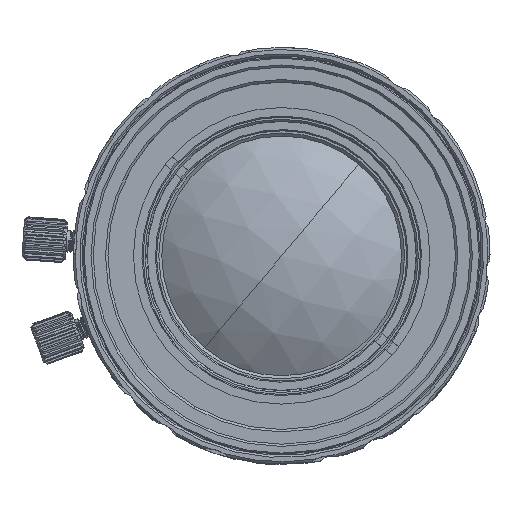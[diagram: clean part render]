
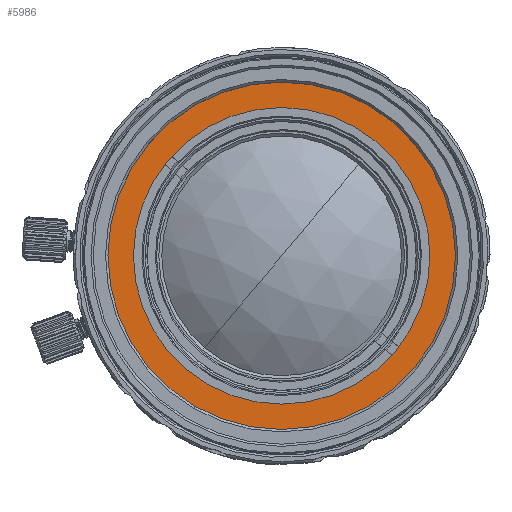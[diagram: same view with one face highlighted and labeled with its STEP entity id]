
A CAD part, top view. The second image highlights one B-rep face of the part: STEP entity #5986.
In plain terms, the highlighted planar face has unit normal (0, 0, 1).
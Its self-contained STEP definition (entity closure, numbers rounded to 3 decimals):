
#231 = EDGE_CURVE ( 'NONE', #2449, #10112, #3424, .T. ) ;
#332 = VERTEX_POINT ( 'NONE', #21166 ) ;
#974 = ORIENTED_EDGE ( 'NONE', *, *, #33450, .F. ) ;
#2449 = VERTEX_POINT ( 'NONE', #3999 ) ;
#3424 = CIRCLE ( 'NONE', #13968, 16.1 ) ;
#3481 = CARTESIAN_POINT ( 'NONE',  ( 8.05, 13.943, 33.12 ) ) ;
#3571 = DIRECTION ( 'NONE',  ( 0., 0., -1. ) ) ;
#3999 = CARTESIAN_POINT ( 'NONE',  ( -8.05, -13.943, 33.12 ) ) ;
#5626 = CIRCLE ( 'NONE', #9651, 16.1 ) ;
#5986 = ADVANCED_FACE ( 'NONE', ( #39347, #12204 ), #15494, .F. ) ;
#6162 = CIRCLE ( 'NONE', #30463, 13.74 ) ;
#6600 = VERTEX_POINT ( 'NONE', #22236 ) ;
#9651 = AXIS2_PLACEMENT_3D ( 'NONE', #9711, #21379, #18826 ) ;
#9711 = CARTESIAN_POINT ( 'NONE',  ( 0., 0., 33.12 ) ) ;
#10112 = VERTEX_POINT ( 'NONE', #3481 ) ;
#12204 = FACE_BOUND ( 'NONE', #32678, .T. ) ;
#13483 = CIRCLE ( 'NONE', #28073, 13.74 ) ;
#13872 = CARTESIAN_POINT ( 'NONE',  ( 0., 0., 33.12 ) ) ;
#13968 = AXIS2_PLACEMENT_3D ( 'NONE', #13872, #31344, #38961 ) ;
#15494 = PLANE ( 'NONE',  #20107 ) ;
#15531 = CARTESIAN_POINT ( 'NONE',  ( 0., 0., 33.12 ) ) ;
#15694 = ORIENTED_EDGE ( 'NONE', *, *, #231, .F. ) ;
#17651 = EDGE_LOOP ( 'NONE', ( #974, #15694 ) ) ;
#18826 = DIRECTION ( 'NONE',  ( 0.5, 0.866, 0. ) ) ;
#19061 = CARTESIAN_POINT ( 'NONE',  ( 0., 0., 33.12 ) ) ;
#20107 = AXIS2_PLACEMENT_3D ( 'NONE', #19061, #3571, #23865 ) ;
#21166 = CARTESIAN_POINT ( 'NONE',  ( 11.899, -6.87, 33.12 ) ) ;
#21379 = DIRECTION ( 'NONE',  ( 0., 0., -1. ) ) ;
#21655 = DIRECTION ( 'NONE',  ( -0.866, 0.5, 0. ) ) ;
#22236 = CARTESIAN_POINT ( 'NONE',  ( -11.899, 6.87, 33.12 ) ) ;
#23865 = DIRECTION ( 'NONE',  ( 0., -1., 0. ) ) ;
#28073 = AXIS2_PLACEMENT_3D ( 'NONE', #15531, #41919, #31018 ) ;
#30463 = AXIS2_PLACEMENT_3D ( 'NONE', #36875, #44722, #21655 ) ;
#31018 = DIRECTION ( 'NONE',  ( -0.866, 0.5, 0. ) ) ;
#31344 = DIRECTION ( 'NONE',  ( 0., 0., -1. ) ) ;
#32678 = EDGE_LOOP ( 'NONE', ( #34964, #34560 ) ) ;
#33450 = EDGE_CURVE ( 'NONE', #10112, #2449, #5626, .T. ) ;
#34560 = ORIENTED_EDGE ( 'NONE', *, *, #43362, .F. ) ;
#34964 = ORIENTED_EDGE ( 'NONE', *, *, #43114, .F. ) ;
#36875 = CARTESIAN_POINT ( 'NONE',  ( 0., 0., 33.12 ) ) ;
#38961 = DIRECTION ( 'NONE',  ( 0.5, 0.866, 0. ) ) ;
#39347 = FACE_OUTER_BOUND ( 'NONE', #17651, .T. ) ;
#41919 = DIRECTION ( 'NONE',  ( 0., 0., 1. ) ) ;
#43114 = EDGE_CURVE ( 'NONE', #6600, #332, #6162, .T. ) ;
#43362 = EDGE_CURVE ( 'NONE', #332, #6600, #13483, .T. ) ;
#44722 = DIRECTION ( 'NONE',  ( 0., 0., 1. ) ) ;
